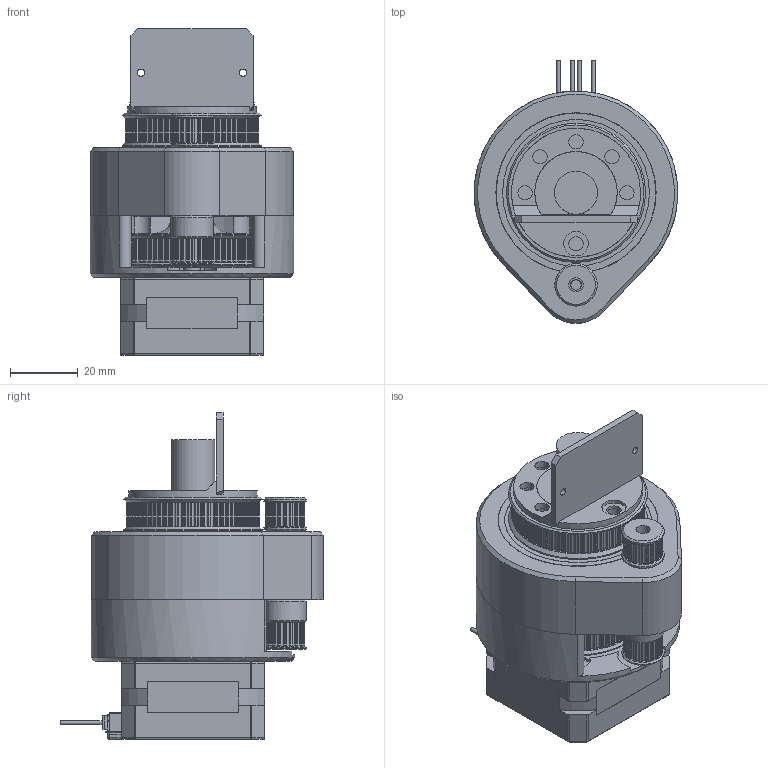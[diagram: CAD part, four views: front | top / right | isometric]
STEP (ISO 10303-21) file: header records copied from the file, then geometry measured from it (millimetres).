
FILE_DESCRIPTION(/* description */ ('STEP AP214'),/* implementation_level */ '2;1');
FILE_NAME(/* name */ '17HE08-1004S.step',/* time_stamp */ '2025-12-21T19:33:15+01:00',/* author */ (''),/* organization */ (''),/* preprocessor_version */ 'ST-DEVELOPER v20.1',/* originating_system */ 'Autodesk Translation Framework v14.21.0.0',/* authorisation */ '');
FILE_SCHEMA (('AUTOMOTIVE_DESIGN { 1 0 10303 214 3 1 1 }'));
Products named in the file (5): 17HE08-1004S; 5972K293_Ball Bearing; Component2; Component4; Component3
Assembly tree (6 placements, depth 2):
  17HE08-1004S
    5972K293_Ball Bearing  x2
    Component2
    Component3  x2
    Component4
Bounding box: 60 x 77.47 x 96.25 mm (x, y, z)
Volume: 133656.4 mm3; surface area: 72705.2 mm2
Topology: 45 solids, 45 shells, 2514 faces, 6420 edges, 3985 vertices
Faces by surface type: cylinder 1701, plane 715, sphere 45, cone 37, torus 16
Full cylindrical faces by diameter (mm): 1.117 x3, 1.12 x2, 1.146 x1, 1.166 x2, 1.2 x2, 1.255 x1, 1.287 x1, 2.1 x19, 2.5 x8, 3.1 x1, 3.2 x2, 3.3 x6, 4 x1, 4.2 x19, 4.5 x1, 4.6 x4, 5 x2, 5.6 x2, 6 x5, 7 x2, 7.01 x1, 7.2 x5, 12 x1, 12.5 x6, 12.7 x1, 21.999 x2, 22 x2, 29.899 x2, 29.999 x2, 30 x1
Entity records: 70919 total; most frequent: DIRECTION 13797, CARTESIAN_POINT 12505, ORIENTED_EDGE 11590, AXIS2_PLACEMENT_3D 5820, EDGE_CURVE 5795, VERTEX_POINT 3623, CIRCLE 3492, EDGE_LOOP 2414
